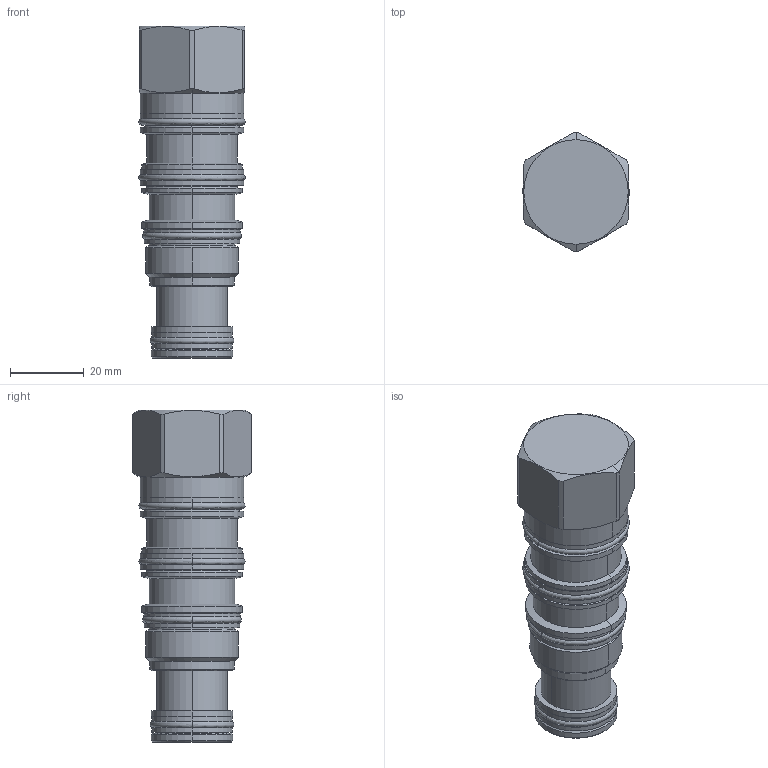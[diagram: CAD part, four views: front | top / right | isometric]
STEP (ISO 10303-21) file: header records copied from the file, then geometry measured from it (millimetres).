
FILE_DESCRIPTION((''),'2;1');
FILE_NAME('FKEA-XCN_PRT','2011-07-19T',('Administrator'),(''),'PRO/ENGINEER BY PARAMETRIC TECHNOLOGY CORPORATION, 2006240','PRO/ENGINEER BY PARAMETRIC TECHNOLOGY CORPORATION, 2006240','');
FILE_SCHEMA(('CONFIG_CONTROL_DESIGN'));
Length unit declared in the file: inch
Products named in the file (1): FKEA-XCN_PRT
Bounding box: 28.8 x 32.21 x 89.95 mm (x, y, z)
Volume: 46167.7 mm3; surface area: 13039.8 mm2
Topology: 7 solids, 7 shells, 169 faces, 356 edges, 210 vertices
Faces by surface type: cylinder 66, torus 32, plane 29, cone 26, revolution 16
Entity records: 5560 total; most frequent: CARTESIAN_POINT 1803, DIRECTION 848, ORIENTED_EDGE 712, AXIS2_PLACEMENT_3D 367, EDGE_CURVE 356, CIRCLE 214, VERTEX_POINT 210, EDGE_LOOP 190
